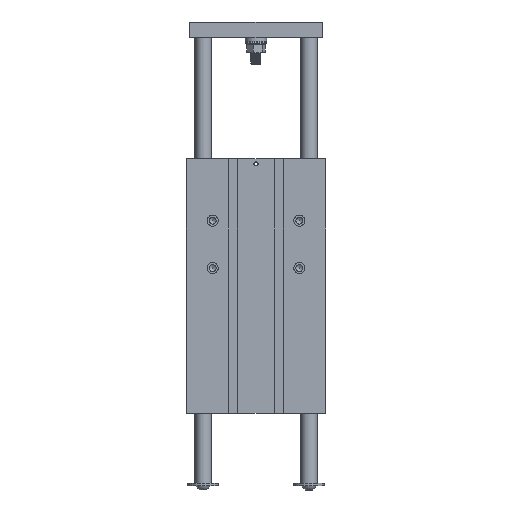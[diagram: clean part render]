
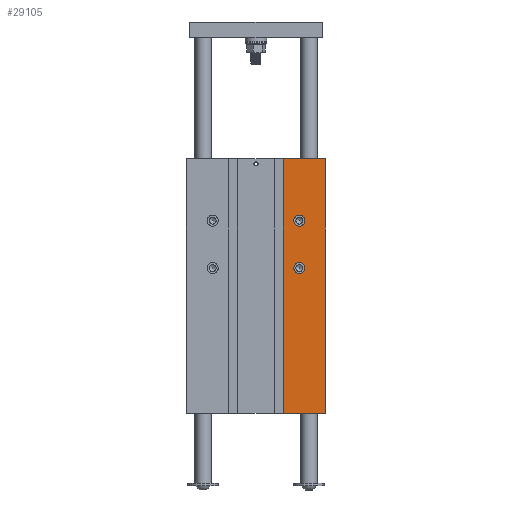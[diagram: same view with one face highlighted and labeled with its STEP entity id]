
A CAD part, front view. The second image highlights one B-rep face of the part: STEP entity #29105.
In plain terms, the highlighted planar face has unit normal (0, -1, 0).
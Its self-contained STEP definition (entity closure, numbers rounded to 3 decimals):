
#302 = VECTOR ( 'NONE', #18403, 1000. ) ;
#447 = DIRECTION ( 'NONE',  ( 0., 0., -1. ) ) ;
#864 = VECTOR ( 'NONE', #25748, 1000. ) ;
#920 = EDGE_CURVE ( 'NONE', #19113, #2225, #8630, .T. ) ;
#1158 = EDGE_LOOP ( 'NONE', ( #30338 ) ) ;
#1260 = EDGE_CURVE ( 'NONE', #10535, #10535, #13682, .T. ) ;
#2225 = VERTEX_POINT ( 'NONE', #5542 ) ;
#3528 = DIRECTION ( 'NONE',  ( 0., -1., 0. ) ) ;
#4244 = CIRCLE ( 'NONE', #33328, 5.5 ) ;
#5536 = VERTEX_POINT ( 'NONE', #10502 ) ;
#5542 = CARTESIAN_POINT ( 'NONE',  ( 68., -35., 0. ) ) ;
#5607 = CARTESIAN_POINT ( 'NONE',  ( 42.5, -35., -60.75 ) ) ;
#5700 = FACE_BOUND ( 'NONE', #1158, .T. ) ;
#7642 = CARTESIAN_POINT ( 'NONE',  ( -68.5, -35., 0. ) ) ;
#7939 = DIRECTION ( 'NONE',  ( 0., 0., -1. ) ) ;
#8118 = CARTESIAN_POINT ( 'NONE',  ( 68., -35., -250. ) ) ;
#8285 = FACE_OUTER_BOUND ( 'NONE', #32884, .T. ) ;
#8630 = LINE ( 'NONE', #8118, #302 ) ;
#9234 = EDGE_CURVE ( 'NONE', #5536, #5536, #4244, .T. ) ;
#9476 = DIRECTION ( 'NONE',  ( 0., 0., -1. ) ) ;
#10263 = ORIENTED_EDGE ( 'NONE', *, *, #920, .T. ) ;
#10274 = CARTESIAN_POINT ( 'NONE',  ( -68.5, -35., -250. ) ) ;
#10502 = CARTESIAN_POINT ( 'NONE',  ( 42.5, -35., -66.25 ) ) ;
#10535 = VERTEX_POINT ( 'NONE', #31320 ) ;
#11027 = CARTESIAN_POINT ( 'NONE',  ( -68.5, -35., -250. ) ) ;
#11440 = CARTESIAN_POINT ( 'NONE',  ( 27.1, -35., 0. ) ) ;
#12080 = LINE ( 'NONE', #33029, #33179 ) ;
#13437 = DIRECTION ( 'NONE',  ( 0., -1., 0. ) ) ;
#13682 = CIRCLE ( 'NONE', #18060, 5.5 ) ;
#13854 = DIRECTION ( 'NONE',  ( 0., 0., -1. ) ) ;
#14199 = CARTESIAN_POINT ( 'NONE',  ( 68., -35., -250. ) ) ;
#14778 = ORIENTED_EDGE ( 'NONE', *, *, #9234, .F. ) ;
#15083 = ORIENTED_EDGE ( 'NONE', *, *, #25772, .T. ) ;
#16182 = PLANE ( 'NONE',  #26812 ) ;
#16267 = DIRECTION ( 'NONE',  ( 0., -1., 0. ) ) ;
#16370 = VECTOR ( 'NONE', #17736, 1000. ) ;
#17736 = DIRECTION ( 'NONE',  ( 1., 0., 0. ) ) ;
#18060 = AXIS2_PLACEMENT_3D ( 'NONE', #18821, #3528, #13854 ) ;
#18403 = DIRECTION ( 'NONE',  ( 0., 0., 1. ) ) ;
#18821 = CARTESIAN_POINT ( 'NONE',  ( 42.5, -35., -107.25 ) ) ;
#19113 = VERTEX_POINT ( 'NONE', #14199 ) ;
#20221 = VERTEX_POINT ( 'NONE', #31781 ) ;
#23905 = VERTEX_POINT ( 'NONE', #11440 ) ;
#25748 = DIRECTION ( 'NONE',  ( 1., 0., 0. ) ) ;
#25772 = EDGE_CURVE ( 'NONE', #23905, #20221, #12080, .T. ) ;
#26812 = AXIS2_PLACEMENT_3D ( 'NONE', #11027, #13437, #7939 ) ;
#27038 = EDGE_CURVE ( 'NONE', #20221, #19113, #28817, .T. ) ;
#27999 = ORIENTED_EDGE ( 'NONE', *, *, #30374, .F. ) ;
#28817 = LINE ( 'NONE', #10274, #864 ) ;
#29086 = FACE_BOUND ( 'NONE', #31272, .T. ) ;
#29105 = ADVANCED_FACE ( 'NONE', ( #5700, #29086, #8285 ), #16182, .T. ) ;
#29769 = ORIENTED_EDGE ( 'NONE', *, *, #27038, .T. ) ;
#30338 = ORIENTED_EDGE ( 'NONE', *, *, #1260, .F. ) ;
#30374 = EDGE_CURVE ( 'NONE', #23905, #2225, #33734, .T. ) ;
#31272 = EDGE_LOOP ( 'NONE', ( #14778 ) ) ;
#31320 = CARTESIAN_POINT ( 'NONE',  ( 42.5, -35., -112.75 ) ) ;
#31781 = CARTESIAN_POINT ( 'NONE',  ( 27.1, -35., -250. ) ) ;
#32884 = EDGE_LOOP ( 'NONE', ( #27999, #15083, #29769, #10263 ) ) ;
#33029 = CARTESIAN_POINT ( 'NONE',  ( 27.1, -35., -250. ) ) ;
#33179 = VECTOR ( 'NONE', #9476, 1000. ) ;
#33328 = AXIS2_PLACEMENT_3D ( 'NONE', #5607, #16267, #447 ) ;
#33734 = LINE ( 'NONE', #7642, #16370 ) ;
